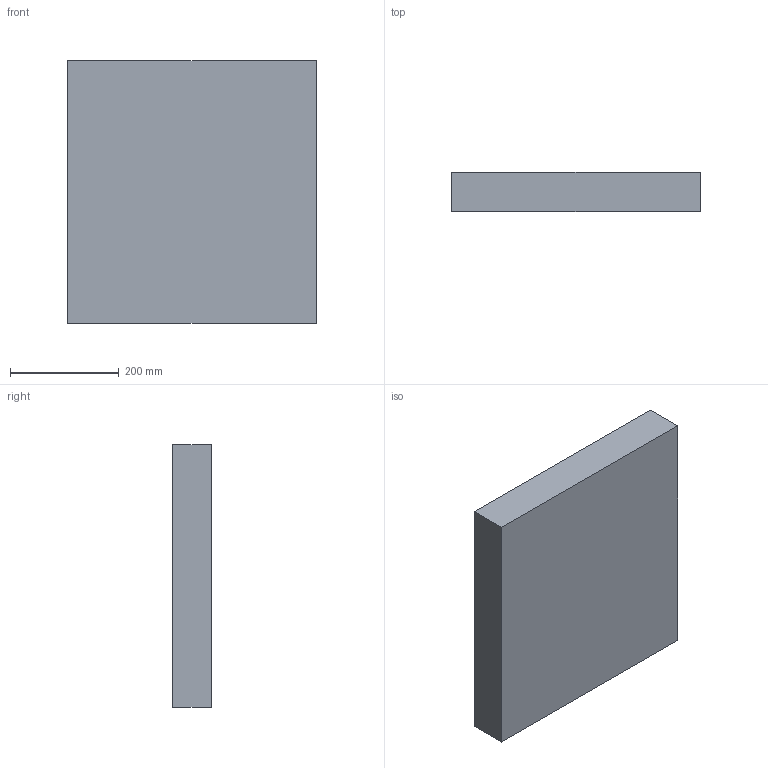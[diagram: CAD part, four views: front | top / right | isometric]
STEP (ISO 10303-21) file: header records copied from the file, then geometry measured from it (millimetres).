
FILE_DESCRIPTION (( 'STEP AP214' ), '1' );
FILE_NAME ('Base_Assembly.STEP', '2025-08-01T11:45:51', ( '' ), ( '' ), 'SwSTEP 2.0', 'SolidWorks 2025', '' );
FILE_SCHEMA (( 'AUTOMOTIVE_DESIGN' ));
Length unit declared in the file: inch
Products named in the file (2): Base_Assembly; base
Assembly tree (1 placements, depth 2):
  Base_Assembly
    base
Bounding box: 457.2 x 71.12 x 482.6 mm (x, y, z)
Volume: 2058420 mm3; surface area: 704951 mm2
Topology: 1 solids, 1 shells, 27 faces, 72 edges, 48 vertices
Faces by surface type: plane 23, cylinder 4
Entity records: 895 total; most frequent: CARTESIAN_POINT 175, ORIENTED_EDGE 144, DIRECTION 126, EDGE_CURVE 72, LINE 64, VECTOR 64, VERTEX_POINT 48, EDGE_LOOP 32
